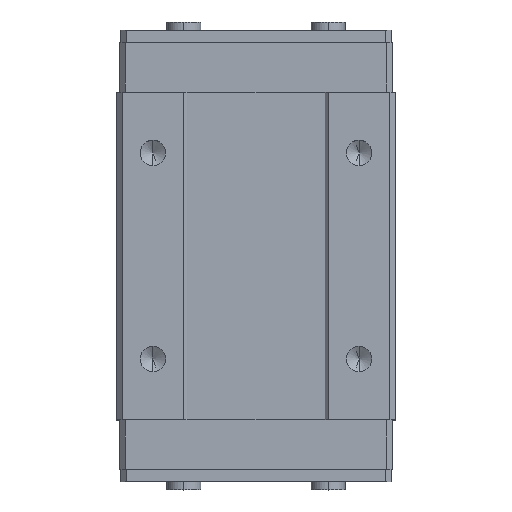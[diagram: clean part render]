
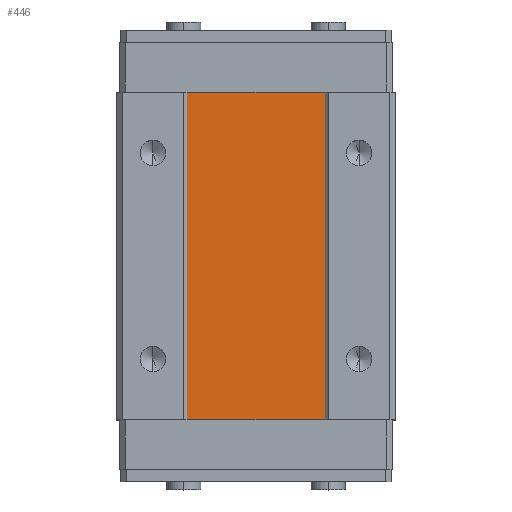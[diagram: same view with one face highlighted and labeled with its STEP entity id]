
A CAD part, top view. The second image highlights one B-rep face of the part: STEP entity #446.
In plain terms, the highlighted planar face has unit normal (0, 0, 1).
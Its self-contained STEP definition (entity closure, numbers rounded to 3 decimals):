
#81 = CARTESIAN_POINT ( 'NONE',  ( -6.7, 15.9, 12.7 ) ) ;
#132 = LINE ( 'NONE', #1162, #1572 ) ;
#173 = VECTOR ( 'NONE', #2216, 1000. ) ;
#278 = DIRECTION ( 'NONE',  ( 0., 1., 0. ) ) ;
#388 = CARTESIAN_POINT ( 'NONE',  ( 6.7, -15.9, 12.7 ) ) ;
#446 = ADVANCED_FACE ( 'NONE', ( #953 ), #1628, .T. ) ;
#598 = CARTESIAN_POINT ( 'NONE',  ( -6.7, -15.9, 12.7 ) ) ;
#640 = ORIENTED_EDGE ( 'NONE', *, *, #2232, .T. ) ;
#953 = FACE_OUTER_BOUND ( 'NONE', #3481, .T. ) ;
#1162 = CARTESIAN_POINT ( 'NONE',  ( 6.7, 15.9, 12.7 ) ) ;
#1232 = ORIENTED_EDGE ( 'NONE', *, *, #4079, .F. ) ;
#1386 = LINE ( 'NONE', #4847, #1735 ) ;
#1572 = VECTOR ( 'NONE', #1980, 1000. ) ;
#1586 = VERTEX_POINT ( 'NONE', #388 ) ;
#1628 = PLANE ( 'NONE',  #1778 ) ;
#1648 = DIRECTION ( 'NONE',  ( 1., 0., 0. ) ) ;
#1676 = ORIENTED_EDGE ( 'NONE', *, *, #2691, .T. ) ;
#1720 = VERTEX_POINT ( 'NONE', #2706 ) ;
#1735 = VECTOR ( 'NONE', #3627, 1000. ) ;
#1778 = AXIS2_PLACEMENT_3D ( 'NONE', #4640, #2457, #1648 ) ;
#1980 = DIRECTION ( 'NONE',  ( 1., 0., 0. ) ) ;
#2216 = DIRECTION ( 'NONE',  ( 0., 1., 0. ) ) ;
#2232 = EDGE_CURVE ( 'NONE', #4839, #1586, #1386, .T. ) ;
#2290 = CARTESIAN_POINT ( 'NONE',  ( 6.7, -15.9, 12.7 ) ) ;
#2457 = DIRECTION ( 'NONE',  ( 0., 0., 1. ) ) ;
#2691 = EDGE_CURVE ( 'NONE', #1586, #1720, #4141, .T. ) ;
#2706 = CARTESIAN_POINT ( 'NONE',  ( 6.7, 15.9, 12.7 ) ) ;
#2757 = ORIENTED_EDGE ( 'NONE', *, *, #4879, .F. ) ;
#3318 = VECTOR ( 'NONE', #278, 1000. ) ;
#3380 = VERTEX_POINT ( 'NONE', #81 ) ;
#3481 = EDGE_LOOP ( 'NONE', ( #1232, #2757, #640, #1676 ) ) ;
#3627 = DIRECTION ( 'NONE',  ( 1., 0., 0. ) ) ;
#4047 = CARTESIAN_POINT ( 'NONE',  ( -6.7, -15.9, 12.7 ) ) ;
#4079 = EDGE_CURVE ( 'NONE', #3380, #1720, #132, .T. ) ;
#4141 = LINE ( 'NONE', #2290, #173 ) ;
#4640 = CARTESIAN_POINT ( 'NONE',  ( 6.7, -15.9, 12.7 ) ) ;
#4839 = VERTEX_POINT ( 'NONE', #598 ) ;
#4844 = LINE ( 'NONE', #4047, #3318 ) ;
#4847 = CARTESIAN_POINT ( 'NONE',  ( 6.7, -15.9, 12.7 ) ) ;
#4879 = EDGE_CURVE ( 'NONE', #4839, #3380, #4844, .T. ) ;
